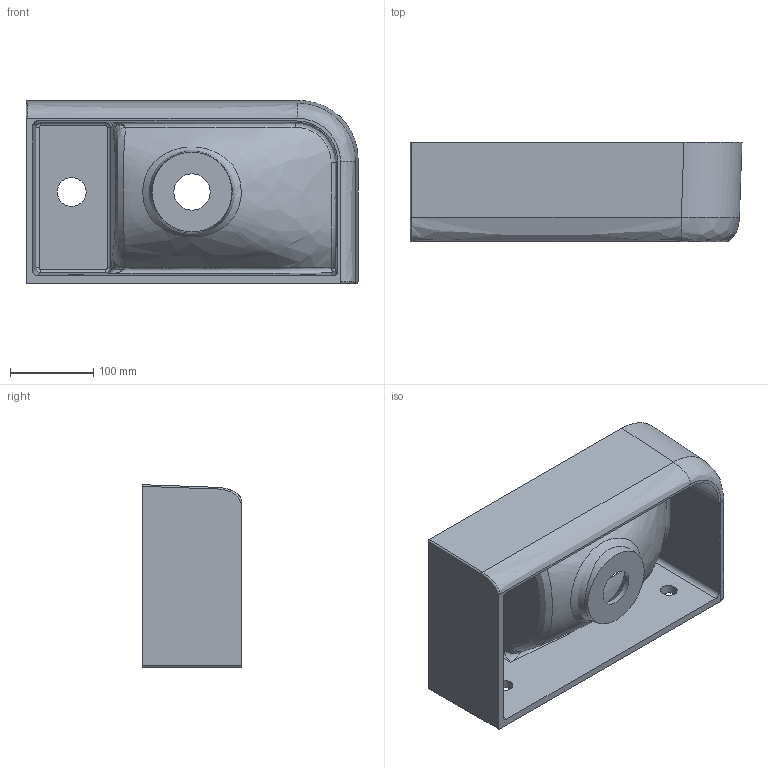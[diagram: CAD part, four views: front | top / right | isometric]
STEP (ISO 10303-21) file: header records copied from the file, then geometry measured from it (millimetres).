
FILE_DESCRIPTION (( 'STEP AP214' ), '1' );
FILE_NAME ('Ko R.STEP', '2023-05-23T13:21:33', ( 'User Windows' ), ( '' ), 'SwSTEP 2.0', 'SolidWorks 2020', '' );
FILE_SCHEMA (( 'AUTOMOTIVE_DESIGN' ));
Length unit declared in the file: millimetre
Products named in the file (1): Ko R
Bounding box: 400 x 120 x 220 mm (x, y, z)
Volume: 3004438.6 mm3; surface area: 460119.3 mm2
Topology: 1 solids, 1 shells, 68 faces, 181 edges, 114 vertices
Faces by surface type: bspline 31, plane 17, cylinder 17, cone 3
Full cylindrical faces by diameter (mm): 20 x2, 35 x1
Entity records: 14203 total; most frequent: CARTESIAN_POINT 12845, ORIENTED_EDGE 324, DIRECTION 188, EDGE_CURVE 162, VERTEX_POINT 107, EDGE_LOOP 87, FACE_OUTER_BOUND 75, AXIS2_PLACEMENT_3D 72
